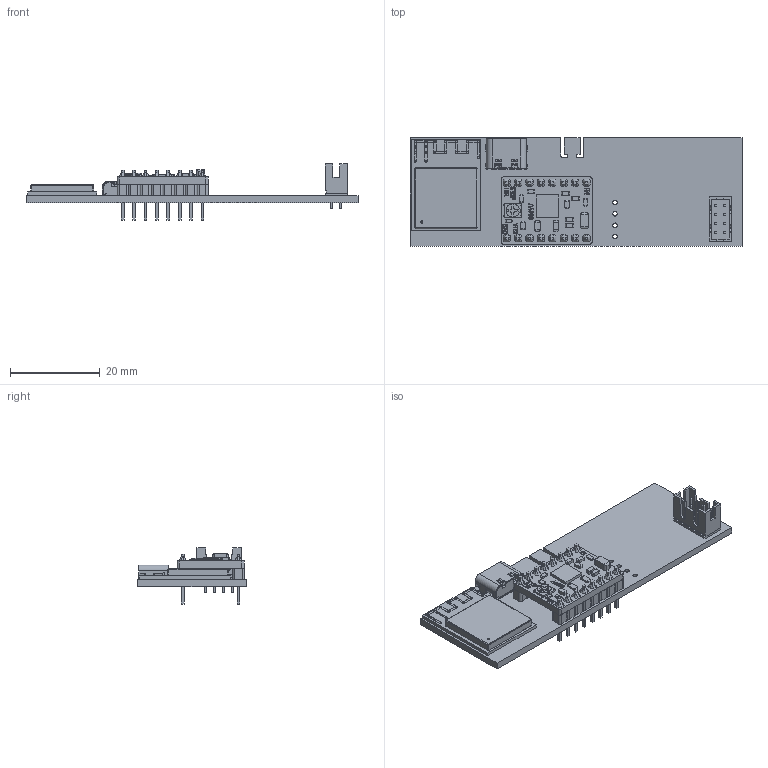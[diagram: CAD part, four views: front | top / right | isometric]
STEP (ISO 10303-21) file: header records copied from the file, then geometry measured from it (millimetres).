
FILE_DESCRIPTION(('KiCad electronic assembly'),'2;1');
FILE_NAME('blinds.step','2024-10-27T15:44:57',('Pcbnew'),('Kicad'), 'Open CASCADE STEP processor 7.7','KiCad to STEP converter','Unknown' );
FILE_SCHEMA(('AUTOMOTIVE_DESIGN { 1 0 10303 214 1 1 1 1 }'));
Length unit declared in the file: millimetre
Products named in the file (10): blinds 1; USB_C_Receptacle_Molex_217179; 2171790001_1; ESP32-S3-MINI-1; ESP32-S3-MINI-1_20211021; A4988-Stepper-Driver-WithPins; Document; JST_PHD_B8B-PHDSS; Konektor; _autosave-blinds_PCB
Assembly tree (9 placements, depth 3):
  blinds 1
    USB_C_Receptacle_Molex_217179
      2171790001_1
    ESP32-S3-MINI-1
      ESP32-S3-MINI-1_20211021
    A4988-Stepper-Driver-WithPins
      Document
    JST_PHD_B8B-PHDSS
      Konektor
    _autosave-blinds_PCB
Bounding box: 74 x 24.22 x 12.5 mm (x, y, z)
Volume: 4178.6 mm3; surface area: 8397.3 mm2
Topology: 296 solids, 297 shells, 4719 faces, 11896 edges, 7814 vertices
Faces by surface type: plane 3332, cylinder 1046, bspline 180, sphere 144, cone 13, torus 4
Full cylindrical faces by diameter (mm): 0.75 x8, 0.8 x16, 1 x4, 2 x1
Entity records: 149069 total; most frequent: CARTESIAN_POINT 35584, ORIENTED_EDGE 23344, DIRECTION 20315, EDGE_CURVE 11672, VERTEX_POINT 7654, LINE 7615, VECTOR 7615, AXIS2_PLACEMENT_3D 6350
